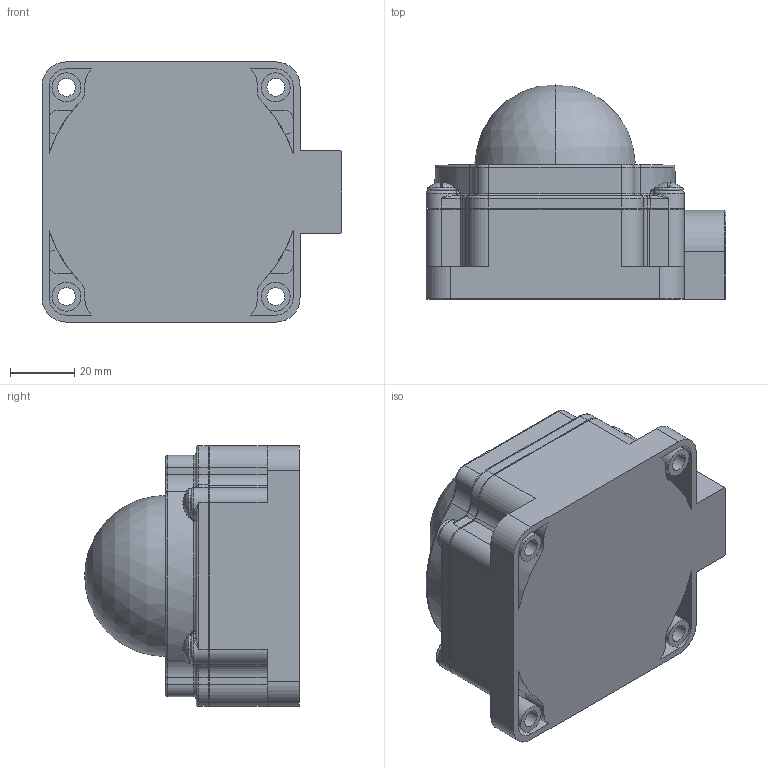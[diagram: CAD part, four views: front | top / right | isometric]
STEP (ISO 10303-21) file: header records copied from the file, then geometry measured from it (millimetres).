
FILE_DESCRIPTION((''),'2;1');
FILE_NAME('144880_SW','2009-03-26T',('banengservice'),('BANNER ENGINEERING'),'PRO/ENGINEER BY PARAMETRIC TECHNOLOGY CORPORATION, 2006170','PRO/ENGINEER BY PARAMETRIC TECHNOLOGY CORPORATION, 2006170','');
FILE_SCHEMA(('CONFIG_CONTROL_DESIGN'));
Length unit declared in the file: inch
Products named in the file (1): 144880_SW
Bounding box: 93.14 x 66.65 x 80.85 mm (x, y, z)
Volume: 89409.7 mm3; surface area: 69223.9 mm2
Topology: 1 solids, 2 shells, 862 faces, 2222 edges, 1420 vertices
Faces by surface type: plane 444, cylinder 208, torus 82, cone 50, sphere 46, bspline 32
Entity records: 30696 total; most frequent: CARTESIAN_POINT 9136, DIRECTION 4712, ORIENTED_EDGE 4436, EDGE_CURVE 2218, AXIS2_PLACEMENT_3D 1784, VERTEX_POINT 1420, VECTOR 1144, LINE 1144
